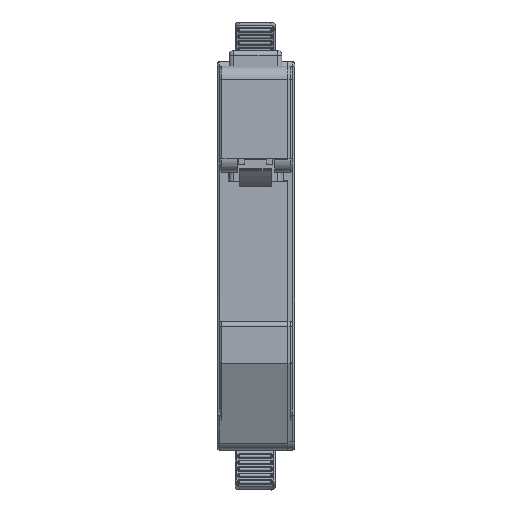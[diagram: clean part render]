
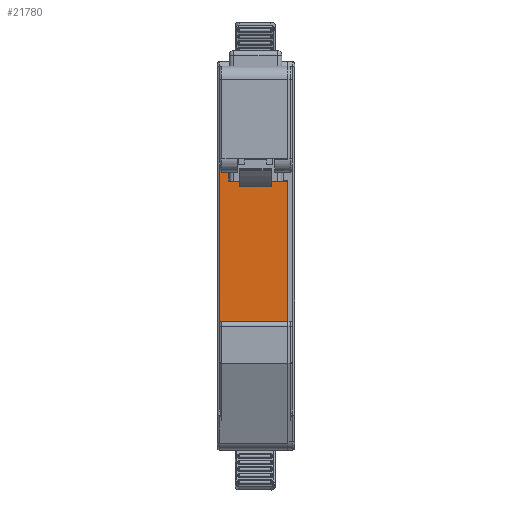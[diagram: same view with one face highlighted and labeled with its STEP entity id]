
A CAD part, front view. The second image highlights one B-rep face of the part: STEP entity #21780.
In plain terms, the highlighted planar face has unit normal (0, -1, 0).
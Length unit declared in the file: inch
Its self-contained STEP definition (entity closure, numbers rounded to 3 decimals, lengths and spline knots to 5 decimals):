
#2898 = LINE ( 'NONE', #52437, #2902 ) ;
#2902 = VECTOR ( 'NONE', #52436, 39.37008 ) ;
#3013 = CIRCLE ( 'NONE', #66200, 0.01969 ) ;
#3204 = LINE ( 'NONE', #38748, #3211 ) ;
#3211 = VECTOR ( 'NONE', #38753, 39.37008 ) ;
#3230 = LINE ( 'NONE', #38787, #3250 ) ;
#3250 = VECTOR ( 'NONE', #38796, 39.37008 ) ;
#3752 = CIRCLE ( 'NONE', #66477, 0.01969 ) ;
#3865 = LINE ( 'NONE', #45787, #3869 ) ;
#3869 = VECTOR ( 'NONE', #45788, 39.37008 ) ;
#3977 = LINE ( 'NONE', #46033, #3979 ) ;
#3979 = VECTOR ( 'NONE', #46034, 39.37008 ) ;
#4584 = ORIENTED_EDGE ( 'NONE', *, *, #58333, .F. ) ;
#4586 = ORIENTED_EDGE ( 'NONE', *, *, #58627, .T. ) ;
#4588 = ORIENTED_EDGE ( 'NONE', *, *, #58357, .T. ) ;
#4590 = ORIENTED_EDGE ( 'NONE', *, *, #58168, .T. ) ;
#4592 = ORIENTED_EDGE ( 'NONE', *, *, #35418, .T. ) ;
#4594 = ORIENTED_EDGE ( 'NONE', *, *, #58728, .F. ) ;
#4596 = ORIENTED_EDGE ( 'NONE', *, *, #59048, .F. ) ;
#4597 = ORIENTED_EDGE ( 'NONE', *, *, #58675, .T. ) ;
#7625 = VERTEX_POINT ( 'NONE', #29871 ) ;
#7993 = VERTEX_POINT ( 'NONE', #67383 ) ;
#10045 = PLANE ( 'NONE',  #56599 ) ;
#10111 = CARTESIAN_POINT ( 'NONE',  ( -0.3937, -0.40197, 0.73819 ) ) ;
#10114 = DIRECTION ( 'NONE',  ( 0., 1., 0. ) ) ;
#10116 = DIRECTION ( 'NONE',  ( 0., 0., 1. ) ) ;
#17209 = CARTESIAN_POINT ( 'NONE',  ( -0.03937, -0.40197, -0.69882 ) ) ;
#17217 = CARTESIAN_POINT ( 'NONE',  ( 0.03937, -0.40197, 0.65945 ) ) ;
#17221 = CARTESIAN_POINT ( 'NONE',  ( 0.56299, -0.40197, 0.65945 ) ) ;
#17224 = CARTESIAN_POINT ( 'NONE',  ( 0.03937, -0.40197, 0.73819 ) ) ;
#17240 = CARTESIAN_POINT ( 'NONE',  ( -0.01969, -0.40197, 0.73819 ) ) ;
#17446 = CARTESIAN_POINT ( 'NONE',  ( -0.03937, -0.40197, 0.75787 ) ) ;
#21780 = ADVANCED_FACE ( 'NONE', ( #64535 ), #10045, .F. ) ;
#24208 = CARTESIAN_POINT ( 'NONE',  ( -1.32377, -0.40197, 0.65945 ) ) ;
#24210 = DIRECTION ( 'NONE',  ( 1., 0., 0. ) ) ;
#29871 = CARTESIAN_POINT ( 'NONE',  ( 0.56299, -0.40197, -0.67913 ) ) ;
#30624 = VERTEX_POINT ( 'NONE', #17209 ) ;
#30638 = VERTEX_POINT ( 'NONE', #17217 ) ;
#30644 = VERTEX_POINT ( 'NONE', #17221 ) ;
#30650 = VERTEX_POINT ( 'NONE', #17224 ) ;
#30680 = VERTEX_POINT ( 'NONE', #17240 ) ;
#31134 = VERTEX_POINT ( 'NONE', #17446 ) ;
#35418 = EDGE_CURVE ( 'NONE', #7993, #7625, #2898, .T. ) ;
#36196 = LINE ( 'NONE', #24208, #36203 ) ;
#36203 = VECTOR ( 'NONE', #24210, 39.37008 ) ;
#38748 = CARTESIAN_POINT ( 'NONE',  ( -0.3937, -0.40197, 0.73819 ) ) ;
#38753 = DIRECTION ( 'NONE',  ( 1., 0., 0. ) ) ;
#38787 = CARTESIAN_POINT ( 'NONE',  ( -0.03937, -0.40197, 0.73819 ) ) ;
#38796 = DIRECTION ( 'NONE',  ( 0., 0., -1. ) ) ;
#45365 = CARTESIAN_POINT ( 'NONE',  ( -0.01969, -0.40197, 0.75787 ) ) ;
#45366 = DIRECTION ( 'NONE',  ( 0., 1., 0. ) ) ;
#45368 = DIRECTION ( 'NONE',  ( 0., 0., 1. ) ) ;
#45787 = CARTESIAN_POINT ( 'NONE',  ( 0.03937, -0.40197, 0.65945 ) ) ;
#45788 = DIRECTION ( 'NONE',  ( 0., 0., 1. ) ) ;
#46033 = CARTESIAN_POINT ( 'NONE',  ( 0.56299, -0.40197, -0.67913 ) ) ;
#46034 = DIRECTION ( 'NONE',  ( 0., 0., -1. ) ) ;
#50979 = CARTESIAN_POINT ( 'NONE',  ( -0.01969, -0.40197, -0.69882 ) ) ;
#50981 = DIRECTION ( 'NONE',  ( 0., 1., 0. ) ) ;
#50983 = DIRECTION ( 'NONE',  ( 0., 0., 1. ) ) ;
#52436 = DIRECTION ( 'NONE',  ( 1., 0., 0. ) ) ;
#52437 = CARTESIAN_POINT ( 'NONE',  ( -0.3937, -0.40197, -0.67913 ) ) ;
#56599 = AXIS2_PLACEMENT_3D ( 'NONE', #10111, #10114, #10116 ) ;
#57741 = EDGE_LOOP ( 'NONE', ( #4584, #4586, #4588, #4590, #4592, #4594, #4596, #4597 ) ) ;
#58168 = EDGE_CURVE ( 'NONE', #30624, #7993, #3013, .T. ) ;
#58333 = EDGE_CURVE ( 'NONE', #30680, #30650, #3204, .T. ) ;
#58357 = EDGE_CURVE ( 'NONE', #31134, #30624, #3230, .T. ) ;
#58627 = EDGE_CURVE ( 'NONE', #30680, #31134, #3752, .T. ) ;
#58675 = EDGE_CURVE ( 'NONE', #30638, #30650, #3865, .T. ) ;
#58728 = EDGE_CURVE ( 'NONE', #30644, #7625, #3977, .T. ) ;
#59048 = EDGE_CURVE ( 'NONE', #30638, #30644, #36196, .T. ) ;
#64535 = FACE_OUTER_BOUND ( 'NONE', #57741, .T. ) ;
#66200 = AXIS2_PLACEMENT_3D ( 'NONE', #50979, #50981, #50983 ) ;
#66477 = AXIS2_PLACEMENT_3D ( 'NONE', #45365, #45366, #45368 ) ;
#67383 = CARTESIAN_POINT ( 'NONE',  ( -0.01969, -0.40197, -0.67913 ) ) ;
